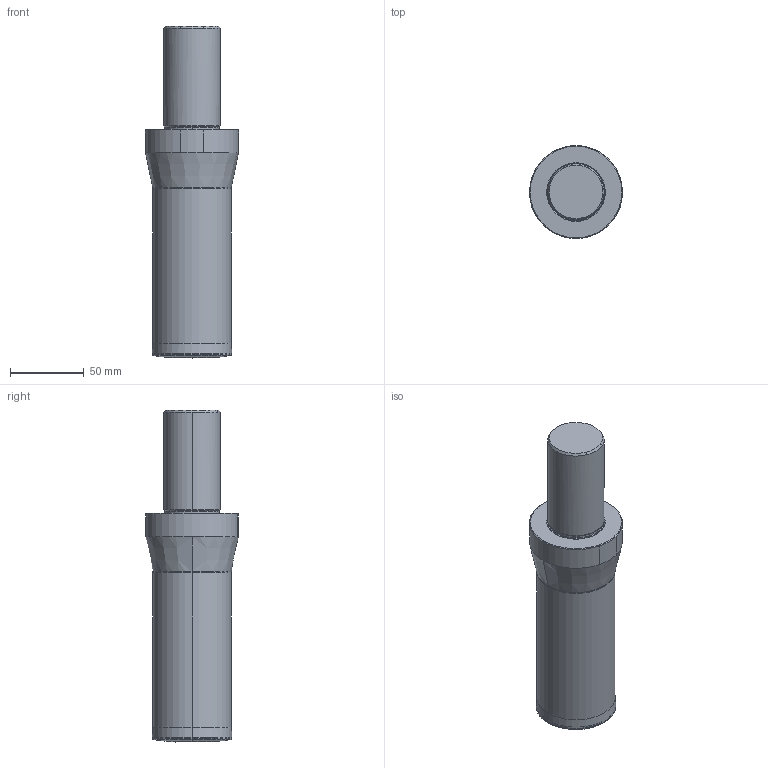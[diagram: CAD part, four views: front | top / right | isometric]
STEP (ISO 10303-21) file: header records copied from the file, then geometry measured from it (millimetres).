
FILE_DESCRIPTION(/* description */ (''),/* implementation_level */ '2;1');
FILE_NAME(/* name */ 'MVX2125X2C150_IR0_031.stp',/* time_stamp */ '2023-03-15T14:46:21+09:00',/* author */ (''),/* organization */ (''),/* preprocessor_version */ 'ST-DEVELOPER v16',/* originating_system */ 'SIEMENS PLM Software NX 10.0',/* authorisation */ '');
FILE_SCHEMA (('AUTOMOTIVE_DESIGN { 1 0 10303 214 3 1 1 1 }'));
Length unit declared in the file: millimetre
Products named in the file (1): MVX2125X2C150_IR0_031_ASM
Bounding box: 63 x 62.89 x 224.79 mm (x, y, z)
Volume: 473761.9 mm3; surface area: 46753.4 mm2
Topology: 2 solids, 2 shells, 66 faces, 163 edges, 119 vertices
Faces by surface type: cone 20, torus 14, revolution 12, bspline 8, cylinder 8, plane 4
Entity records: 2691 total; most frequent: CARTESIAN_POINT 1068, DIRECTION 338, ORIENTED_EDGE 280, AXIS2_PLACEMENT_3D 150, EDGE_CURVE 140, CIRCLE 96, VERTEX_POINT 80, EDGE_LOOP 68
